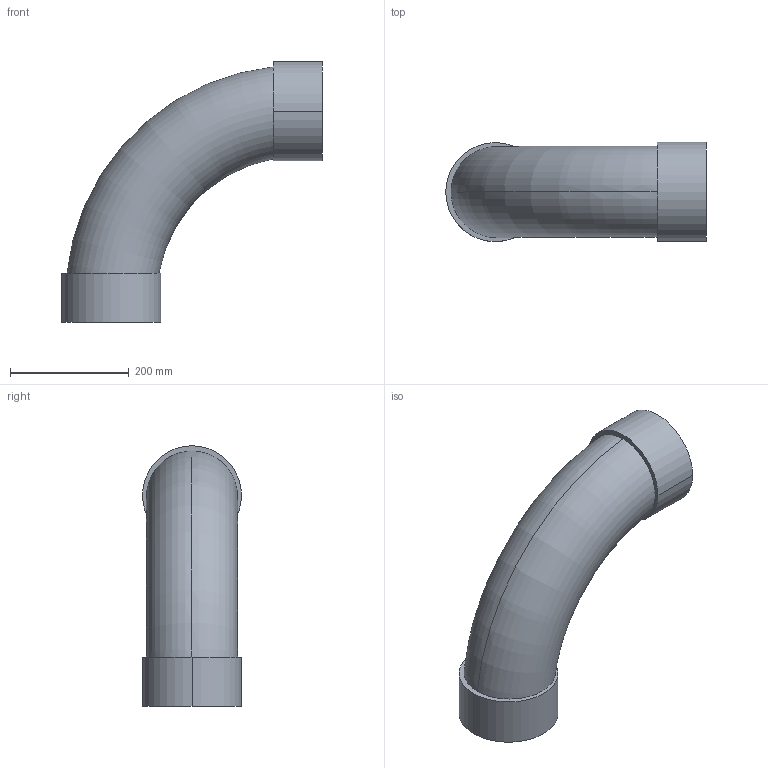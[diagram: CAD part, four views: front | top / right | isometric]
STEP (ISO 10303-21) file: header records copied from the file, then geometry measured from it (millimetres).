
FILE_DESCRIPTION(('STEP AP214'),'1');
FILE_NAME('cctmp_E818C1EA-B7A9-4128-A32E-E5B989471F83_2022_03_09_10_26_18_0984..stp','2022-03-09T09:26:19',('Praher Valves GmbH'),('CADClick - www.CADClick.com'),'Spatial InterOp 3D',' ','unknown authorization');
FILE_SCHEMA(('AUTOMOTIVE_DESIGN'));
Length unit declared in the file: millimetre
Products named in the file (1): 71031
Bounding box: 439.5 x 167 x 439.5 mm (x, y, z)
Volume: 3557782.6 mm3; surface area: 545898 mm2
Topology: 1 solids, 1 shells, 18 faces, 37 edges, 25 vertices
Faces by surface type: cylinder 8, plane 6, torus 4
Entity records: 1166 total; most frequent: CARTESIAN_POINT 601, DIRECTION 88, ORIENTED_EDGE 74, AXIS2_PLACEMENT_3D 40, EDGE_CURVE 37, VERTEX_POINT 25, EDGE_LOOP 24, CIRCLE 21
